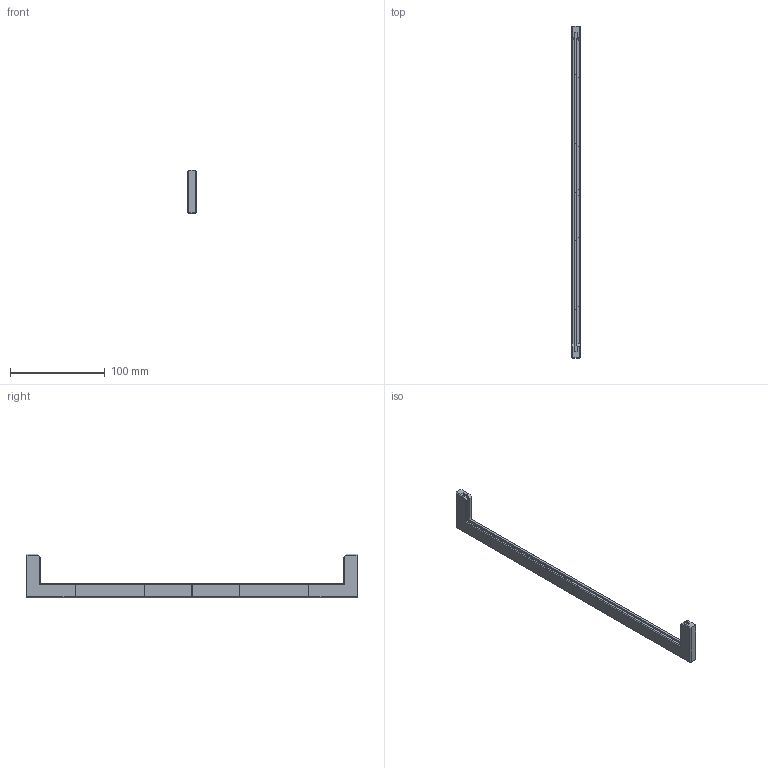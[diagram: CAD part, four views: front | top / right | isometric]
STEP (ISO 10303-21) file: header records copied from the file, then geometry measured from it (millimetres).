
FILE_DESCRIPTION(/* description */ (''),/* implementation_level */ '2;1');
FILE_NAME(/* name */ 'Voron_Panel_Trim_250mm v2.step',/* time_stamp */ '2022-06-22T21:32:08-04:00',/* author */ (''),/* organization */ (''),/* preprocessor_version */ 'ST-DEVELOPER v19',/* originating_system */ 'Autodesk Translation Framework v11.7.0.108',/* authorisation */ '');
FILE_SCHEMA (('AUTOMOTIVE_DESIGN { 1 0 10303 214 3 1 1 }'));
Length unit declared in the file: millimetre
Products named in the file (5): Voron_Panel_Trim_250mm; Straight_Section; Angle_Section; Angle_Section(Mirror); Straight_Section_Long
Assembly tree (4 placements, depth 2):
  Voron_Panel_Trim_250mm
    Straight_Section
    Angle_Section
    Angle_Section(Mirror)
    Straight_Section_Long
Bounding box: 8.73 x 350.05 x 46.04 mm (x, y, z)
Volume: 81640.4 mm3; surface area: 48508.5 mm2
Topology: 4 solids, 4 shells, 114 faces, 278 edges, 172 vertices
Faces by surface type: plane 114
Entity records: 3371 total; most frequent: CARTESIAN_POINT 573, ORIENTED_EDGE 556, DIRECTION 524, LINE 278, VECTOR 278, EDGE_CURVE 278, VERTEX_POINT 172, AXIS2_PLACEMENT_3D 123
